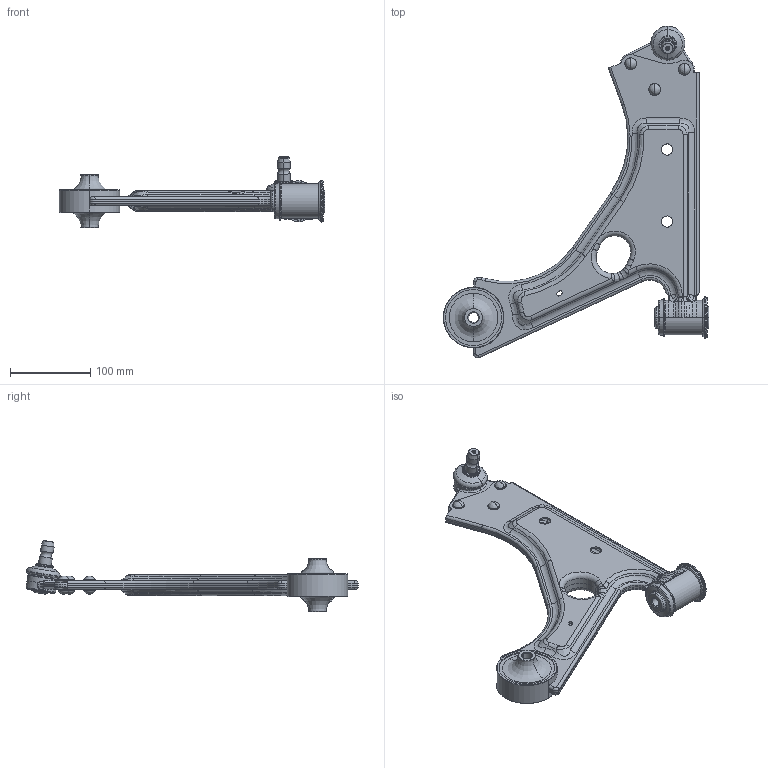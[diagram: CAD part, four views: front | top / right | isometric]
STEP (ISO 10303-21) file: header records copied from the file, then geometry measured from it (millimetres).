
FILE_DESCRIPTION(('CATIA V5 STEP Exchange'),'2;1');
FILE_NAME('Corsa D Lower Control Arm.stp','2020-02-05T07:08:07+00:00',('none'),('none'),'CATIA Version 5-6 Release 2017 SP6','CATIA V5 STEP AP203','none');
FILE_SCHEMA(('CONFIG_CONTROL_DESIGN'));
Length unit declared in the file: millimetre
Products named in the file (1): Corsa D On Alt Salincak
Bounding box: 331.93 x 414.85 x 88.78 mm (x, y, z)
Volume: 189512 mm3; surface area: 248169.1 mm2
Topology: 1 solids, 5 shells, 815 faces, 1846 edges, 1044 vertices
Faces by surface type: bspline 230, cylinder 229, torus 138, plane 138, cone 46, revolution 30, sphere 4
Entity records: 47330 total; most frequent: CARTESIAN_POINT 31983, ORIENTED_EDGE 3664, DIRECTION 2059, EDGE_CURVE 1832, AXIS2_PLACEMENT_3D 1105, VERTEX_POINT 1044, EDGE_LOOP 854, ADVANCED_FACE 815
